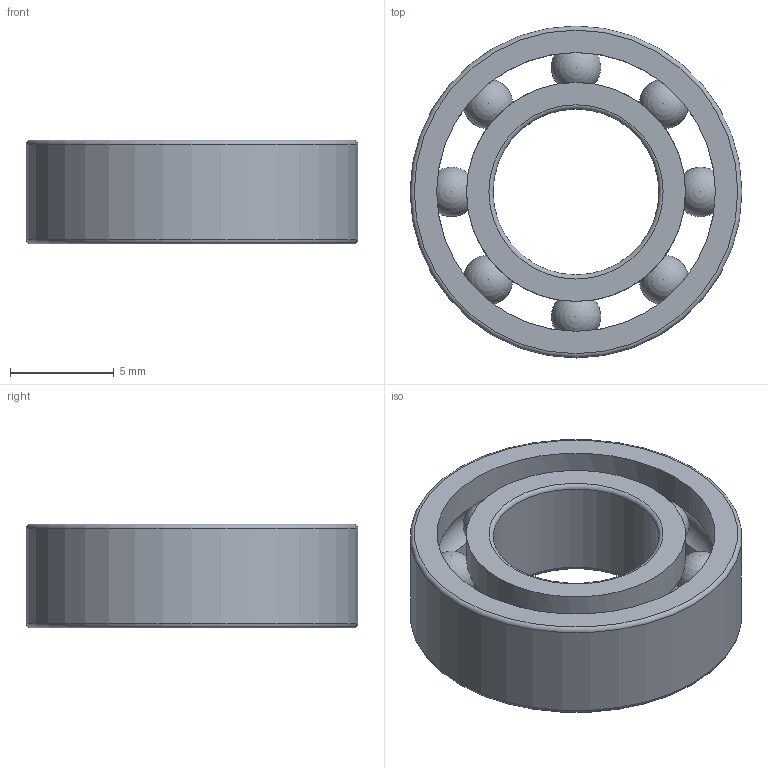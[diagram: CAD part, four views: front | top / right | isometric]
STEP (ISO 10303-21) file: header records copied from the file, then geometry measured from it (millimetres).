
FILE_DESCRIPTION(/* description */ ('Deep groove ball bearings single row with two Z shields SKF'),/* implementation_level */ '2;1');
FILE_NAME(/* name */ 'DIN 625 SKF - SKF 628_8-2Z.step',/* time_stamp */ '2025-04-03T01:45:58+02:00',/* author */ ('rocke'),/* organization */ (''),/* preprocessor_version */ 'ST-DEVELOPER v18.1',/* originating_system */ 'Autodesk Inventor 2021',/* authorisation */ '');
FILE_SCHEMA (('AUTOMOTIVE_DESIGN { 1 0 10303 214 3 1 1 }'));
Length unit declared in the file: millimetre
Products named in the file (1): DIN 625 SKF - SKF 628/8-2Z
Bounding box: 16 x 16 x 5 mm (x, y, z)
Volume: 490.5 mm3; surface area: 1100 mm2
Topology: 1 solids, 1 shells, 38 faces, 162 edges, 112 vertices
Faces by surface type: torus 20, sphere 8, cylinder 6, plane 4
Full cylindrical faces by diameter (mm): 8 x1, 10.56 x2, 13.44 x2, 16 x1
Entity records: 2427 total; most frequent: CARTESIAN_POINT 1149, ORIENTED_EDGE 292, DIRECTION 228, EDGE_CURVE 146, VERTEX_POINT 112, AXIS2_PLACEMENT_3D 111, CIRCLE 72, B_SPLINE_CURVE_WITH_KNOTS 68
